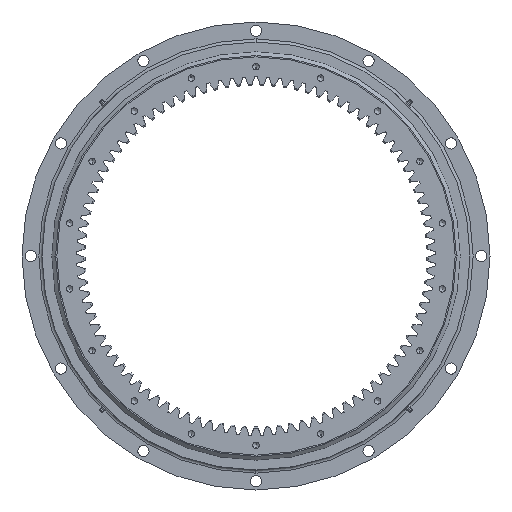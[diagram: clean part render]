
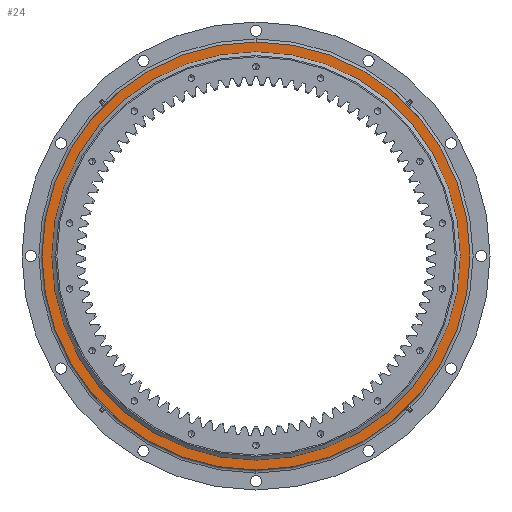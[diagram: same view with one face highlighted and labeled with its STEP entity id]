
A CAD part, front view. The second image highlights one B-rep face of the part: STEP entity #24.
In plain terms, the highlighted planar face has unit normal (0, -1, 0).
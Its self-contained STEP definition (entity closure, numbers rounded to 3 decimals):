
#24 = ADVANCED_FACE ( 'NONE', ( #15104, #15769 ), #22605, .F. ) ;
#1672 = ORIENTED_EDGE ( 'NONE', *, *, #9450, .T. ) ;
#3424 = CIRCLE ( 'NONE', #21295, 322.75 ) ;
#8039 = CARTESIAN_POINT ( 'NONE',  ( 0., -18., 374. ) ) ;
#8504 = DIRECTION ( 'NONE',  ( 0., -1., 0. ) ) ;
#8552 = CARTESIAN_POINT ( 'NONE',  ( 0., -18., -342. ) ) ;
#9064 = AXIS2_PLACEMENT_3D ( 'NONE', #20925, #8504, #22991 ) ;
#9138 = DIRECTION ( 'NONE',  ( 0., -1., 0. ) ) ;
#9450 = EDGE_CURVE ( 'NONE', #26610, #19258, #18707, .T. ) ;
#9902 = CIRCLE ( 'NONE', #13872, 322.75 ) ;
#10214 = DIRECTION ( 'NONE',  ( 0., 1., 0. ) ) ;
#10497 = EDGE_CURVE ( 'NONE', #21248, #23046, #3424, .T. ) ;
#10545 = CIRCLE ( 'NONE', #12470, 342. ) ;
#10619 = CARTESIAN_POINT ( 'NONE',  ( 0., -18., 0. ) ) ;
#10699 = EDGE_CURVE ( 'NONE', #19258, #26610, #10545, .T. ) ;
#10708 = EDGE_CURVE ( 'NONE', #23046, #21248, #9902, .T. ) ;
#11163 = DIRECTION ( 'NONE',  ( 0., -1., 0. ) ) ;
#11732 = CARTESIAN_POINT ( 'NONE',  ( 0., -18., 342. ) ) ;
#12451 = CARTESIAN_POINT ( 'NONE',  ( 0., -18., -322.75 ) ) ;
#12470 = AXIS2_PLACEMENT_3D ( 'NONE', #23529, #11163, #25620 ) ;
#12712 = DIRECTION ( 'NONE',  ( 0., 0., 1. ) ) ;
#13872 = AXIS2_PLACEMENT_3D ( 'NONE', #21564, #9138, #23626 ) ;
#14560 = ORIENTED_EDGE ( 'NONE', *, *, #10497, .F. ) ;
#15104 = FACE_OUTER_BOUND ( 'NONE', #15489, .T. ) ;
#15489 = EDGE_LOOP ( 'NONE', ( #1672, #25902 ) ) ;
#15769 = FACE_BOUND ( 'NONE', #23206, .T. ) ;
#18057 = AXIS2_PLACEMENT_3D ( 'NONE', #8039, #10214, #24684 ) ;
#18687 = CARTESIAN_POINT ( 'NONE',  ( 0., -18., 322.75 ) ) ;
#18707 = CIRCLE ( 'NONE', #9064, 342. ) ;
#18805 = ORIENTED_EDGE ( 'NONE', *, *, #10708, .F. ) ;
#19258 = VERTEX_POINT ( 'NONE', #8552 ) ;
#20925 = CARTESIAN_POINT ( 'NONE',  ( 0., -18., 0. ) ) ;
#21248 = VERTEX_POINT ( 'NONE', #12451 ) ;
#21295 = AXIS2_PLACEMENT_3D ( 'NONE', #10619, #25083, #12712 ) ;
#21564 = CARTESIAN_POINT ( 'NONE',  ( 0., -18., 0. ) ) ;
#22605 = PLANE ( 'NONE',  #18057 ) ;
#22991 = DIRECTION ( 'NONE',  ( 0., 0., -1. ) ) ;
#23046 = VERTEX_POINT ( 'NONE', #18687 ) ;
#23206 = EDGE_LOOP ( 'NONE', ( #18805, #14560 ) ) ;
#23529 = CARTESIAN_POINT ( 'NONE',  ( 0., -18., 0. ) ) ;
#23626 = DIRECTION ( 'NONE',  ( 0., 0., 1. ) ) ;
#24684 = DIRECTION ( 'NONE',  ( 0., 0., -1. ) ) ;
#25083 = DIRECTION ( 'NONE',  ( 0., -1., 0. ) ) ;
#25620 = DIRECTION ( 'NONE',  ( 0., 0., -1. ) ) ;
#25902 = ORIENTED_EDGE ( 'NONE', *, *, #10699, .T. ) ;
#26610 = VERTEX_POINT ( 'NONE', #11732 ) ;
